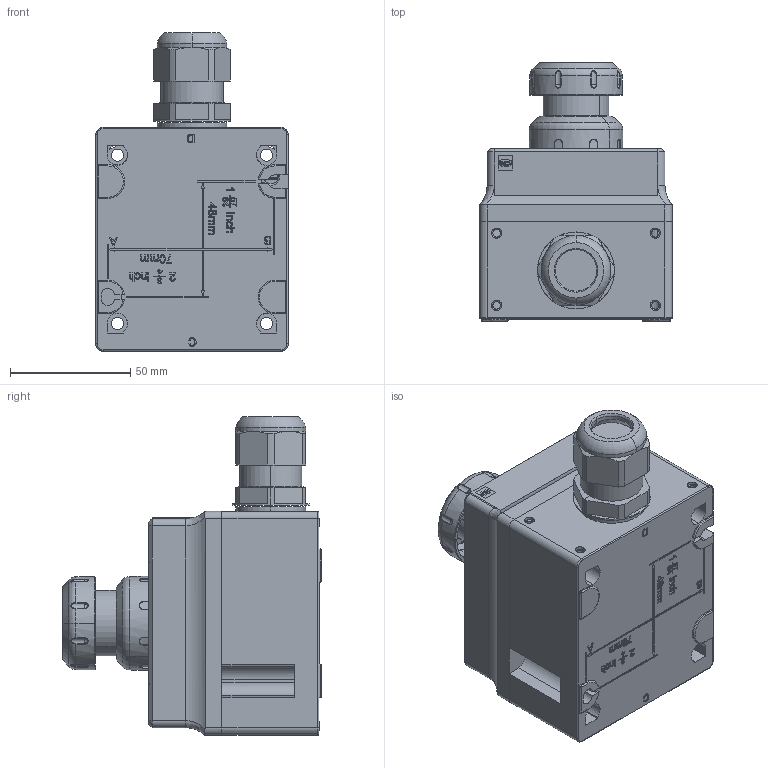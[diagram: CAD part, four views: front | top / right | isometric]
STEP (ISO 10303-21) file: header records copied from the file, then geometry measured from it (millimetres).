
FILE_DESCRIPTION (( 'STEP AP214' ), '1' );
FILE_NAME ('8040_1180X_10L07BA05_Pilzspt_Ö-S_NOTAUS_130679-ap214.STEP', '2017-07-05T07:54:31', ( '' ), ( '' ), 'SwSTEP 2.0', 'SolidWorks 2016', '' );
FILE_SCHEMA (( 'AUTOMOTIVE_DESIGN' ));
Length unit declared in the file: millimetre
Products named in the file (1): 8040_1180X_10L07BA05_Pilzspt_ﾖ-S_NOTAUS_130679-ap214
Bounding box: 80 x 107.45 x 132.31 mm (x, y, z)
Surface area: 61128.4 mm2 (no closed solid volume)
Topology: 0 solids, 26 shells, 842 faces, 3218 edges, 2293 vertices
Faces by surface type: plane 395, bspline 173, cylinder 170, cone 43, torus 37, sphere 24
Entity records: 55648 total; most frequent: CARTESIAN_POINT 21560, ORIENTED_EDGE 4979, DIRECTION 4420, EDGE_CURVE 3201, VERTEX_POINT 2289, LINE 1894, VECTOR 1894, AXIS2_PLACEMENT_3D 1263
